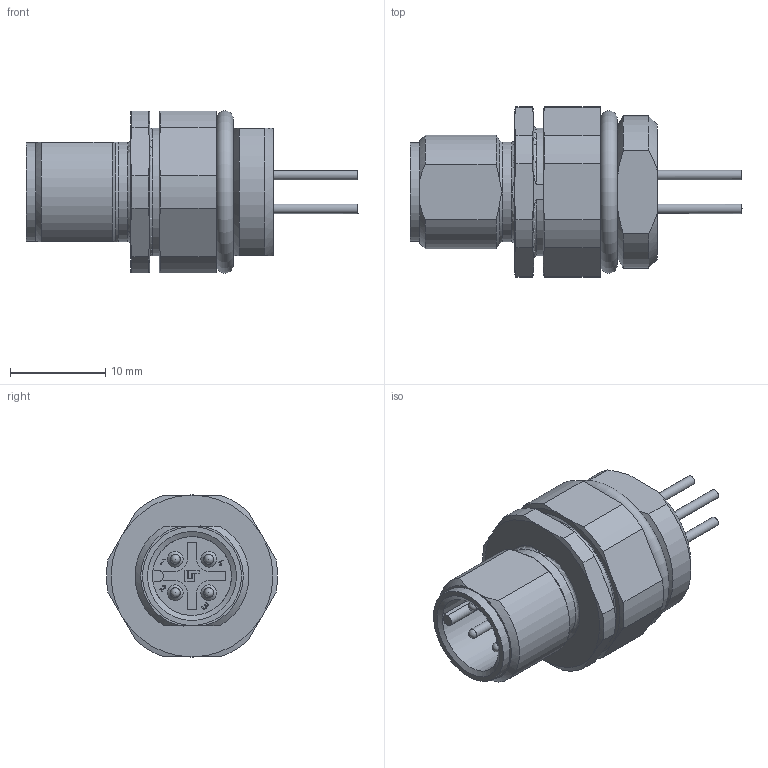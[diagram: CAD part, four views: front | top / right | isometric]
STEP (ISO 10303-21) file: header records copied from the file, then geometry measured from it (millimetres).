
FILE_DESCRIPTION(/* description */ (''),/* implementation_level */ '2;1');
FILE_NAME(/* name */ '09 3431 722 04 001_01.stp',/* time_stamp */ '2014-05-05T11:49:48+02:00',/* author */ (''),/* organization */ (''),/* preprocessor_version */ 'ST-DEVELOPER v14',/* originating_system */ 'SIEMENS PLM Software NX 8.0',/* authorisation */ '');
FILE_SCHEMA (('AP203_CONFIGURATION_CONTROLLED_3D_DESIGN_OF_MECHANICAL_PARTS_AND_ASSEMBLIES_MIM_LF { 1 0 10303 403 2 1 2}'));
Length unit declared in the file: millimetre
Products named in the file (1): cerl108488D33fn9
Bounding box: 34.9 x 17.96 x 17.06 mm (x, y, z)
Surface area: 3515.9 mm2 (no closed solid volume)
Topology: 0 solids, 1 shells, 296 faces, 781 edges, 511 vertices
Faces by surface type: plane 134, cylinder 57, cone 46, extrusion 32, torus 23, sphere 4
Full cylindrical faces by diameter (mm): 1 x8, 1.05 x4, 7.7 x1, 8.3 x1, 10.4 x1, 10.5 x1, 11 x1, 14.38 x1
Entity records: 10431 total; most frequent: CARTESIAN_POINT 3646, ORIENTED_EDGE 1412, DIRECTION 1252, EDGE_CURVE 706, VERTEX_POINT 478, AXIS2_PLACEMENT_3D 473, EDGE_LOOP 366, VECTOR 306
